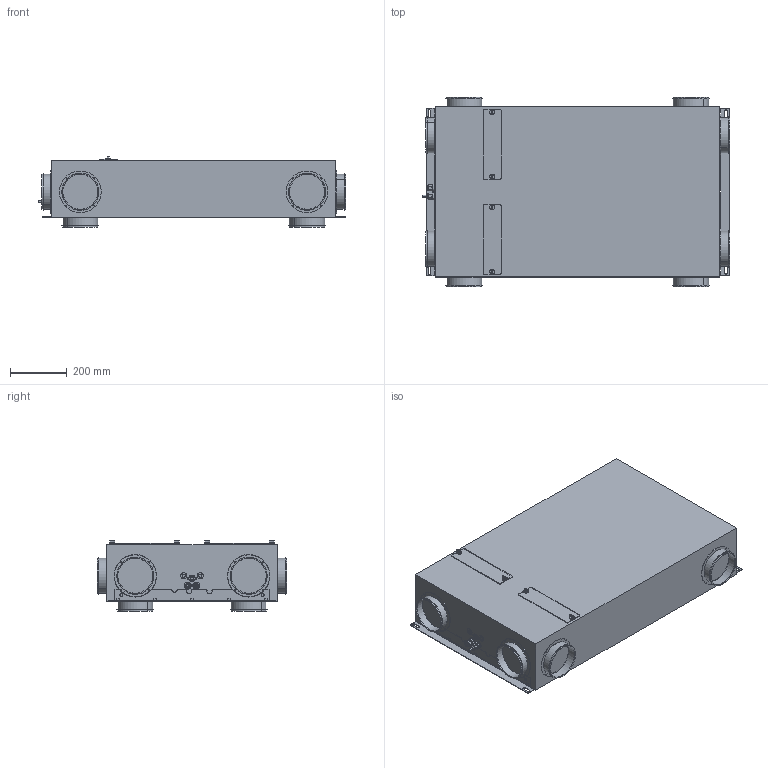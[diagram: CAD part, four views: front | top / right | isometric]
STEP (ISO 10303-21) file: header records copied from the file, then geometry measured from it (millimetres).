
FILE_DESCRIPTION(('Creo Elements/Direct Modeling STEP Export'),'2;1');
FILE_NAME('Trio-QZ-AL.stp','2016-05-09T14:58:42',(''),(''),'PTC Creo Elements/Direct Modeling STEP processor for AP214 (Solid Model)','PTC Creo Elements/Direct Modeling 19.0C 15-Aug-2015 (C) Parametric Technology GmbH','');
FILE_SCHEMA(('AUTOMOTIVE_DESIGN { 1 0 10303 214 1 1 1 1 }'));
Length unit declared in the file: millimetre
Products named in the file (2): Trio-QZ-AL
Assembly tree (1 placements, depth 2):
  Trio-QZ-AL
    Trio-QZ-AL
Bounding box: 1084 x 670 x 248.65 mm (x, y, z)
Volume: 120906402.5 mm3; surface area: 2300633.2 mm2
Topology: 1 solids, 5 shells, 867 faces, 2104 edges, 1366 vertices
Faces by surface type: cylinder 396, plane 367, torus 68, cone 20, bspline 16
Entity records: 25321 total; most frequent: CARTESIAN_POINT 5381, ORIENTED_EDGE 4208, DIRECTION 3676, EDGE_CURVE 2104, VERTEX_POINT 1366, AXIS2_PLACEMENT_3D 1357, EDGE_LOOP 1022, VECTOR 962
